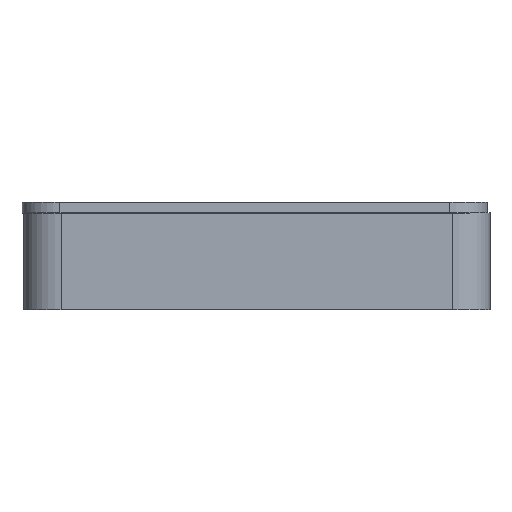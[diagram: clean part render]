
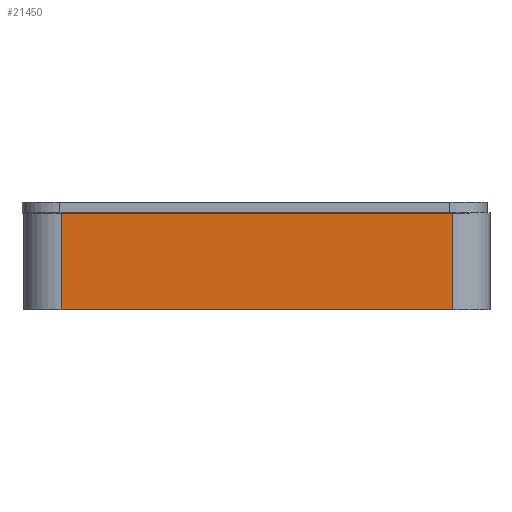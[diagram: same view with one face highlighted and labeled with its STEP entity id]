
A CAD part, left-side view. The second image highlights one B-rep face of the part: STEP entity #21450.
In plain terms, the highlighted planar face has unit normal (-1, 0, 0).
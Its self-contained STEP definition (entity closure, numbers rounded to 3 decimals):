
#683=PLANE('',#22699);
#1471=FACE_OUTER_BOUND('',#2586,.T.);
#2586=EDGE_LOOP('',(#15347,#15348,#15349,#15350));
#4024=LINE('',#31110,#6388);
#4030=LINE('',#31137,#6394);
#4031=LINE('',#31140,#6395);
#4032=LINE('',#31141,#6396);
#6388=VECTOR('',#24718,10.);
#6394=VECTOR('',#24746,10.);
#6395=VECTOR('',#24749,10.);
#6396=VECTOR('',#24750,10.);
#9650=VERTEX_POINT('',#31107);
#9651=VERTEX_POINT('',#31109);
#9661=VERTEX_POINT('',#31135);
#9662=VERTEX_POINT('',#31139);
#12063=EDGE_CURVE('',#9650,#9651,#4024,.T.);
#12077=EDGE_CURVE('',#9661,#9650,#4030,.T.);
#12078=EDGE_CURVE('',#9661,#9662,#4031,.T.);
#12079=EDGE_CURVE('',#9651,#9662,#4032,.T.);
#15347=ORIENTED_EDGE('',*,*,#12077,.F.);
#15348=ORIENTED_EDGE('',*,*,#12078,.T.);
#15349=ORIENTED_EDGE('',*,*,#12079,.F.);
#15350=ORIENTED_EDGE('',*,*,#12063,.F.);
#21450=ADVANCED_FACE('',(#1471),#683,.T.);
#22699=AXIS2_PLACEMENT_3D('',#31138,#24747,#24748);
#24718=DIRECTION('',(0.,-1.,0.));
#24746=DIRECTION('',(0.,0.,1.));
#24747=DIRECTION('center_axis',(-1.,0.,0.));
#24748=DIRECTION('ref_axis',(0.,-1.,0.));
#24749=DIRECTION('',(0.,-1.,0.));
#24750=DIRECTION('',(0.,0.,-1.));
#31107=CARTESIAN_POINT('',(-9.5,47.954,13.));
#31109=CARTESIAN_POINT('',(-9.5,-4.5,13.));
#31110=CARTESIAN_POINT('',(-9.5,52.954,13.));
#31135=CARTESIAN_POINT('',(-9.5,47.954,0.));
#31137=CARTESIAN_POINT('',(-9.5,47.954,0.));
#31138=CARTESIAN_POINT('Origin',(-9.5,52.954,0.));
#31139=CARTESIAN_POINT('',(-9.5,-4.5,0.));
#31140=CARTESIAN_POINT('',(-9.5,52.954,0.));
#31141=CARTESIAN_POINT('',(-9.5,-4.5,0.));
